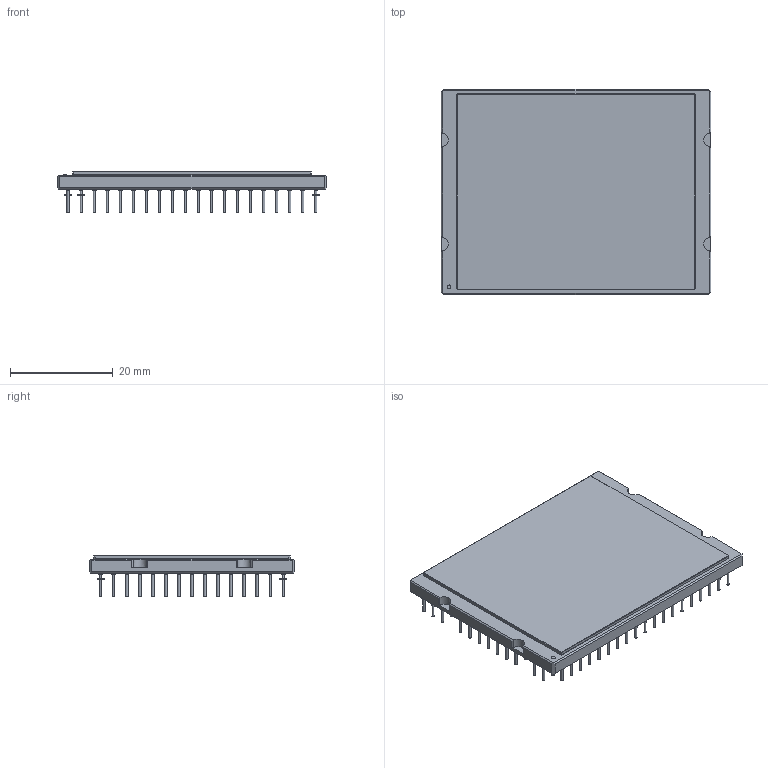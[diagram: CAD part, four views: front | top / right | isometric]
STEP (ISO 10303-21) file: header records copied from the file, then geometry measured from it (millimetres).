
FILE_DESCRIPTION( ( 'Unknown' ), '1' );
FILE_NAME( 'package assembly.stp', 'Unknown', ( 'Unknown' ), ( 'Unknown' ), 'PSStep 17.0.49', 'Unknown', ' ' );
FILE_SCHEMA( ( 'AUTOMOTIVE_DESIGN { 1 0 10303 214 1 1 1 1 }' ) );
Length unit declared in the file: millimetre
Products named in the file (289): Assem1; protective glass germinal; ceramic body; PinOutside; Silicon; DA_epoxy; Pinmetal; standoff; pin1 indicator
Assembly tree (291 placements, depth 2):
  Assem1
    protective glass germinal
    ceramic body
    PinOutside
    PinOutside
    PinOutside
    PinOutside
    PinOutside
    PinOutside
    PinOutside
    PinOutside
    PinOutside
    PinOutside
    PinOutside
    PinOutside
    PinOutside
    PinOutside
    PinOutside
    PinOutside
    PinOutside
    PinOutside
    PinOutside
    PinOutside
    PinOutside
    PinOutside
    PinOutside
    PinOutside
    PinOutside
    PinOutside
    PinOutside
    PinOutside
    PinOutside
    PinOutside
    PinOutside
    PinOutside
    PinOutside
    PinOutside
    PinOutside
    PinOutside
    PinOutside
    PinOutside
    PinOutside
    PinOutside
    PinOutside
    PinOutside
    PinOutside
    PinOutside
    PinOutside
    PinOutside
    PinOutside
    PinOutside
    PinOutside
    PinOutside
    PinOutside
    PinOutside
    PinOutside
    PinOutside
    PinOutside
    PinOutside
    PinOutside
Bounding box: 52.5 x 40 x 8.02 mm (x, y, z)
Volume: 5683 mm3; surface area: 15244.9 mm2
Topology: 291 solids, 291 shells, 1233 faces, 1653 edges, 1145 vertices
Faces by surface type: plane 789, cylinder 444
Full cylindrical faces by diameter (mm): 0.46 x145, 0.7 x141, 0.75 x1, 1.27 x4, 1.65 x141
Entity records: 36796 total; most frequent: DIRECTION 4974, CARTESIAN_POINT 3565, AXIS2_PLACEMENT_3D 2397, ORIENTED_EDGE 2128, EDGE_LOOP 1792, FACE_OUTER_BOUND 1647, STYLED_ITEM 1221, PRESENTATION_STYLE_ASSIGNMENT 1221
